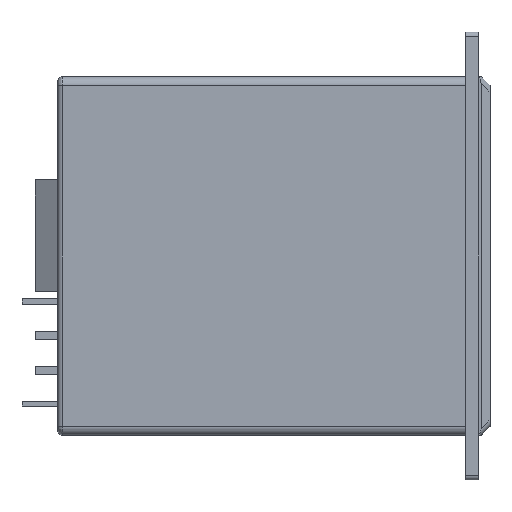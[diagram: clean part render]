
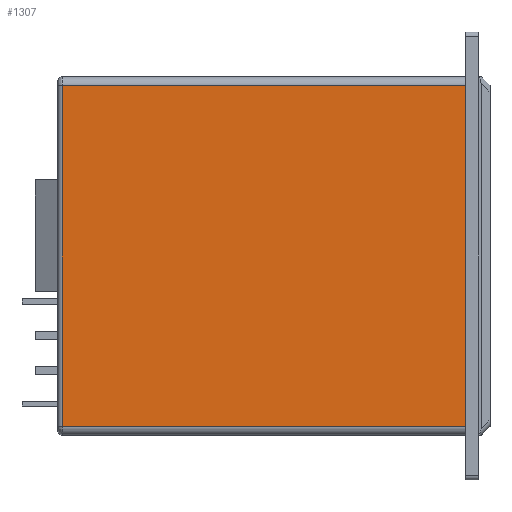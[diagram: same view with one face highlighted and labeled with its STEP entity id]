
A CAD part, left-side view. The second image highlights one B-rep face of the part: STEP entity #1307.
In plain terms, the highlighted planar face has unit normal (-1, 0, 0).
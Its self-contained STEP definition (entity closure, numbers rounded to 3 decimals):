
#1012=CARTESIAN_POINT('',(-47.,93.0,2.));
#1013=VERTEX_POINT('',#1012);
#1038=CARTESIAN_POINT('',(-47.,93.0,-74.));
#1039=VERTEX_POINT('',#1038);
#1047=CARTESIAN_POINT('',(-47.,93.0,-74.));
#1048=DIRECTION('',(0.0,0.0,1.0));
#1049=VECTOR('',#1048,76.0);
#1050=LINE('',#1047,#1049);
#1051=EDGE_CURVE('',#1039,#1013,#1050,.T.);
#1266=CARTESIAN_POINT('',(-47.,3.0,-74.));
#1267=VERTEX_POINT('',#1266);
#1275=CARTESIAN_POINT('',(-47.,3.0,-74.));
#1276=DIRECTION('',(0.0,1.0,0.0));
#1277=VECTOR('',#1276,90.0);
#1278=LINE('',#1275,#1277);
#1279=EDGE_CURVE('',#1267,#1039,#1278,.T.);
#1284=CARTESIAN_POINT('',(-47.,3.0,4.));
#1285=DIRECTION('',(-1.0,0.0,0.0));
#1286=DIRECTION('',(0.0,0.0,1.0));
#1287=AXIS2_PLACEMENT_3D('',#1284,#1285,#1286);
#1288=PLANE('',#1287);
#1289=ORIENTED_EDGE('',*,*,#1051,.F.);
#1290=ORIENTED_EDGE('',*,*,#1279,.F.);
#1291=CARTESIAN_POINT('',(-47.,3.0,2.));
#1292=VERTEX_POINT('',#1291);
#1293=CARTESIAN_POINT('',(-47.,3.0,2.));
#1294=DIRECTION('',(0.0,0.0,-1.0));
#1295=VECTOR('',#1294,76.);
#1296=LINE('',#1293,#1295);
#1297=EDGE_CURVE('',#1292,#1267,#1296,.T.);
#1298=ORIENTED_EDGE('',*,*,#1297,.F.);
#1299=CARTESIAN_POINT('',(-47.,93.0,2.));
#1300=DIRECTION('',(0.0,-1.0,0.0));
#1301=VECTOR('',#1300,90.0);
#1302=LINE('',#1299,#1301);
#1303=EDGE_CURVE('',#1013,#1292,#1302,.T.);
#1304=ORIENTED_EDGE('',*,*,#1303,.F.);
#1305=EDGE_LOOP('',(#1289,#1290,#1298,#1304));
#1306=FACE_OUTER_BOUND('',#1305,.T.);
#1307=ADVANCED_FACE('',(#1306),#1288,.T.);
